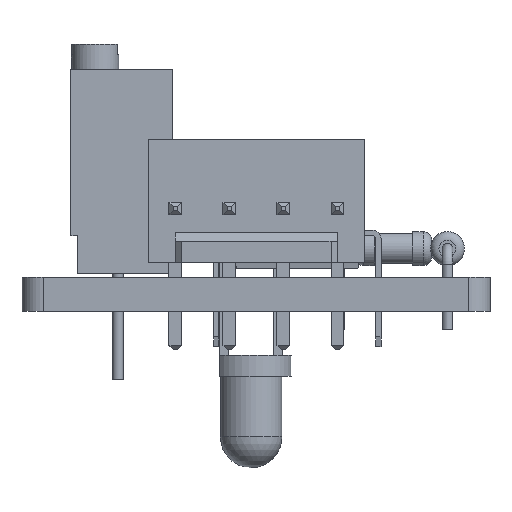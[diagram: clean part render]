
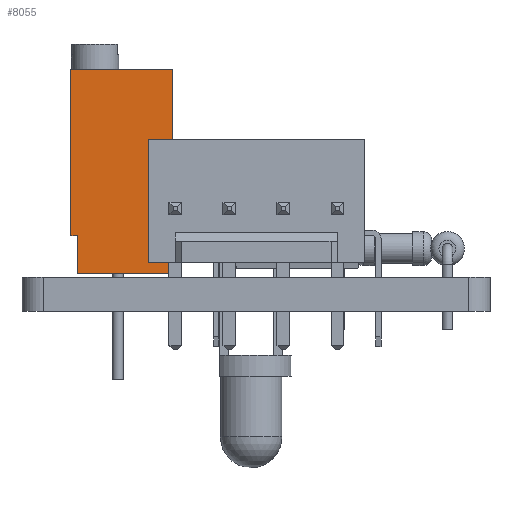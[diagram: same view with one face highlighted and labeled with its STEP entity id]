
A CAD part, left-side view. The second image highlights one B-rep face of the part: STEP entity #8055.
In plain terms, the highlighted planar face has unit normal (-1, 0, 0).
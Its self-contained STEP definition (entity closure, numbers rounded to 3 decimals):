
#100 = PLANE('',#101);
#101 = AXIS2_PLACEMENT_3D('',#102,#103,#104);
#102 = CARTESIAN_POINT('',(0.,0.,0.));
#103 = DIRECTION('',(0.,-1.,0.));
#104 = DIRECTION('',(1.,0.,0.));
#2016 = VERTEX_POINT('',#2017);
#2017 = CARTESIAN_POINT('',(-78.922,0.,-17.09));
#2031 = PLANE('',#2032);
#2032 = AXIS2_PLACEMENT_3D('',#2033,#2034,#2035);
#2033 = CARTESIAN_POINT('',(-78.922,-0.4,-17.09));
#2034 = DIRECTION('',(0.,0.,-1.));
#2035 = DIRECTION('',(0.,1.,0.));
#2043 = EDGE_CURVE('',#2016,#2044,#2046,.T.);
#2044 = VERTEX_POINT('',#2045);
#2045 = CARTESIAN_POINT('',(-78.922,0.,-24.89));
#2046 = SURFACE_CURVE('',#2047,(#2051,#2058),.PCURVE_S1.);
#2047 = LINE('',#2048,#2049);
#2048 = CARTESIAN_POINT('',(-78.922,0.,-17.09));
#2049 = VECTOR('',#2050,1.);
#2050 = DIRECTION('',(0.,0.,-1.));
#2051 = PCURVE('',#100,#2052);
#2052 = DEFINITIONAL_REPRESENTATION('',(#2053),#2057);
#2053 = LINE('',#2054,#2055);
#2054 = CARTESIAN_POINT('',(-78.922,-17.09));
#2055 = VECTOR('',#2056,1.);
#2056 = DIRECTION('',(0.,-1.));
#2057 = ( GEOMETRIC_REPRESENTATION_CONTEXT(2) 
PARAMETRIC_REPRESENTATION_CONTEXT() REPRESENTATION_CONTEXT('2D SPACE',''
  ) );
#2058 = PCURVE('',#2059,#2064);
#2059 = PLANE('',#2060);
#2060 = AXIS2_PLACEMENT_3D('',#2061,#2062,#2063);
#2061 = CARTESIAN_POINT('',(-78.922,-0.4,-17.09));
#2062 = DIRECTION('',(1.,0.,0.));
#2063 = DIRECTION('',(-0.,1.,0.));
#2064 = DEFINITIONAL_REPRESENTATION('',(#2065),#2069);
#2065 = LINE('',#2066,#2067);
#2066 = CARTESIAN_POINT('',(0.4,0.));
#2067 = VECTOR('',#2068,1.);
#2068 = DIRECTION('',(0.,-1.));
#2069 = ( GEOMETRIC_REPRESENTATION_CONTEXT(2) 
PARAMETRIC_REPRESENTATION_CONTEXT() REPRESENTATION_CONTEXT('2D SPACE',''
  ) );
#2087 = PLANE('',#2088);
#2088 = AXIS2_PLACEMENT_3D('',#2089,#2090,#2091);
#2089 = CARTESIAN_POINT('',(-69.222,-0.3,-24.89));
#2090 = DIRECTION('',(0.,0.,1.));
#2091 = DIRECTION('',(0.,-1.,0.));
#7054 = PLANE('',#7055);
#7055 = AXIS2_PLACEMENT_3D('',#7056,#7057,#7058);
#7056 = CARTESIAN_POINT('',(0.,-4.77,0.));
#7057 = DIRECTION('',(0.,-1.,0.));
#7058 = DIRECTION('',(1.,0.,0.));
#8055 = ADVANCED_FACE('',(#8056),#2059,.F.);
#8056 = FACE_BOUND('',#8057,.F.);
#8057 = EDGE_LOOP('',(#8058,#8081,#8104,#8132,#8160,#8181));
#8058 = ORIENTED_EDGE('',*,*,#8059,.F.);
#8059 = EDGE_CURVE('',#8060,#2016,#8062,.T.);
#8060 = VERTEX_POINT('',#8061);
#8061 = CARTESIAN_POINT('',(-78.922,-4.77,-17.09));
#8062 = SURFACE_CURVE('',#8063,(#8067,#8074),.PCURVE_S1.);
#8063 = LINE('',#8064,#8065);
#8064 = CARTESIAN_POINT('',(-78.922,-0.4,-17.09));
#8065 = VECTOR('',#8066,1.);
#8066 = DIRECTION('',(0.,1.,0.));
#8067 = PCURVE('',#2059,#8068);
#8068 = DEFINITIONAL_REPRESENTATION('',(#8069),#8073);
#8069 = LINE('',#8070,#8071);
#8070 = CARTESIAN_POINT('',(0.,0.));
#8071 = VECTOR('',#8072,1.);
#8072 = DIRECTION('',(1.,0.));
#8073 = ( GEOMETRIC_REPRESENTATION_CONTEXT(2) 
PARAMETRIC_REPRESENTATION_CONTEXT() REPRESENTATION_CONTEXT('2D SPACE',''
  ) );
#8074 = PCURVE('',#2031,#8075);
#8075 = DEFINITIONAL_REPRESENTATION('',(#8076),#8080);
#8076 = LINE('',#8077,#8078);
#8077 = CARTESIAN_POINT('',(0.,0.));
#8078 = VECTOR('',#8079,1.);
#8079 = DIRECTION('',(1.,0.));
#8080 = ( GEOMETRIC_REPRESENTATION_CONTEXT(2) 
PARAMETRIC_REPRESENTATION_CONTEXT() REPRESENTATION_CONTEXT('2D SPACE',''
  ) );
#8081 = ORIENTED_EDGE('',*,*,#8082,.T.);
#8082 = EDGE_CURVE('',#8060,#8083,#8085,.T.);
#8083 = VERTEX_POINT('',#8084);
#8084 = CARTESIAN_POINT('',(-78.922,-4.77,-26.69));
#8085 = SURFACE_CURVE('',#8086,(#8090,#8097),.PCURVE_S1.);
#8086 = LINE('',#8087,#8088);
#8087 = CARTESIAN_POINT('',(-78.922,-4.77,-17.09));
#8088 = VECTOR('',#8089,1.);
#8089 = DIRECTION('',(0.,0.,-1.));
#8090 = PCURVE('',#2059,#8091);
#8091 = DEFINITIONAL_REPRESENTATION('',(#8092),#8096);
#8092 = LINE('',#8093,#8094);
#8093 = CARTESIAN_POINT('',(-4.37,0.));
#8094 = VECTOR('',#8095,1.);
#8095 = DIRECTION('',(0.,-1.));
#8096 = ( GEOMETRIC_REPRESENTATION_CONTEXT(2) 
PARAMETRIC_REPRESENTATION_CONTEXT() REPRESENTATION_CONTEXT('2D SPACE',''
  ) );
#8097 = PCURVE('',#7054,#8098);
#8098 = DEFINITIONAL_REPRESENTATION('',(#8099),#8103);
#8099 = LINE('',#8100,#8101);
#8100 = CARTESIAN_POINT('',(-78.922,-17.09));
#8101 = VECTOR('',#8102,1.);
#8102 = DIRECTION('',(0.,-1.));
#8103 = ( GEOMETRIC_REPRESENTATION_CONTEXT(2) 
PARAMETRIC_REPRESENTATION_CONTEXT() REPRESENTATION_CONTEXT('2D SPACE',''
  ) );
#8104 = ORIENTED_EDGE('',*,*,#8105,.T.);
#8105 = EDGE_CURVE('',#8083,#8106,#8108,.T.);
#8106 = VERTEX_POINT('',#8107);
#8107 = CARTESIAN_POINT('',(-78.922,-0.3,-26.69));
#8108 = SURFACE_CURVE('',#8109,(#8113,#8120),.PCURVE_S1.);
#8109 = LINE('',#8110,#8111);
#8110 = CARTESIAN_POINT('',(-78.922,-0.4,-26.69));
#8111 = VECTOR('',#8112,1.);
#8112 = DIRECTION('',(0.,1.,0.));
#8113 = PCURVE('',#2059,#8114);
#8114 = DEFINITIONAL_REPRESENTATION('',(#8115),#8119);
#8115 = LINE('',#8116,#8117);
#8116 = CARTESIAN_POINT('',(0.,-9.6));
#8117 = VECTOR('',#8118,1.);
#8118 = DIRECTION('',(1.,0.));
#8119 = ( GEOMETRIC_REPRESENTATION_CONTEXT(2) 
PARAMETRIC_REPRESENTATION_CONTEXT() REPRESENTATION_CONTEXT('2D SPACE',''
  ) );
#8120 = PCURVE('',#8121,#8126);
#8121 = PLANE('',#8122);
#8122 = AXIS2_PLACEMENT_3D('',#8123,#8124,#8125);
#8123 = CARTESIAN_POINT('',(-78.922,-0.4,-26.69));
#8124 = DIRECTION('',(0.,0.,1.));
#8125 = DIRECTION('',(0.,-1.,0.));
#8126 = DEFINITIONAL_REPRESENTATION('',(#8127),#8131);
#8127 = LINE('',#8128,#8129);
#8128 = CARTESIAN_POINT('',(0.,0.));
#8129 = VECTOR('',#8130,1.);
#8130 = DIRECTION('',(-1.,0.));
#8131 = ( GEOMETRIC_REPRESENTATION_CONTEXT(2) 
PARAMETRIC_REPRESENTATION_CONTEXT() REPRESENTATION_CONTEXT('2D SPACE',''
  ) );
#8132 = ORIENTED_EDGE('',*,*,#8133,.T.);
#8133 = EDGE_CURVE('',#8106,#8134,#8136,.T.);
#8134 = VERTEX_POINT('',#8135);
#8135 = CARTESIAN_POINT('',(-78.922,-0.3,-24.89));
#8136 = SURFACE_CURVE('',#8137,(#8141,#8148),.PCURVE_S1.);
#8137 = LINE('',#8138,#8139);
#8138 = CARTESIAN_POINT('',(-78.922,-0.3,-26.69));
#8139 = VECTOR('',#8140,1.);
#8140 = DIRECTION('',(0.,0.,1.));
#8141 = PCURVE('',#2059,#8142);
#8142 = DEFINITIONAL_REPRESENTATION('',(#8143),#8147);
#8143 = LINE('',#8144,#8145);
#8144 = CARTESIAN_POINT('',(0.1,-9.6));
#8145 = VECTOR('',#8146,1.);
#8146 = DIRECTION('',(0.,1.));
#8147 = ( GEOMETRIC_REPRESENTATION_CONTEXT(2) 
PARAMETRIC_REPRESENTATION_CONTEXT() REPRESENTATION_CONTEXT('2D SPACE',''
  ) );
#8148 = PCURVE('',#8149,#8154);
#8149 = PLANE('',#8150);
#8150 = AXIS2_PLACEMENT_3D('',#8151,#8152,#8153);
#8151 = CARTESIAN_POINT('',(0.,-0.3,0.));
#8152 = DIRECTION('',(0.,-1.,0.));
#8153 = DIRECTION('',(1.,0.,0.));
#8154 = DEFINITIONAL_REPRESENTATION('',(#8155),#8159);
#8155 = LINE('',#8156,#8157);
#8156 = CARTESIAN_POINT('',(-78.922,-26.69));
#8157 = VECTOR('',#8158,1.);
#8158 = DIRECTION('',(0.,1.));
#8159 = ( GEOMETRIC_REPRESENTATION_CONTEXT(2) 
PARAMETRIC_REPRESENTATION_CONTEXT() REPRESENTATION_CONTEXT('2D SPACE',''
  ) );
#8160 = ORIENTED_EDGE('',*,*,#8161,.T.);
#8161 = EDGE_CURVE('',#8134,#2044,#8162,.T.);
#8162 = SURFACE_CURVE('',#8163,(#8167,#8174),.PCURVE_S1.);
#8163 = LINE('',#8164,#8165);
#8164 = CARTESIAN_POINT('',(-78.922,-0.3,-24.89));
#8165 = VECTOR('',#8166,1.);
#8166 = DIRECTION('',(0.,1.,0.));
#8167 = PCURVE('',#2059,#8168);
#8168 = DEFINITIONAL_REPRESENTATION('',(#8169),#8173);
#8169 = LINE('',#8170,#8171);
#8170 = CARTESIAN_POINT('',(0.1,-7.8));
#8171 = VECTOR('',#8172,1.);
#8172 = DIRECTION('',(1.,0.));
#8173 = ( GEOMETRIC_REPRESENTATION_CONTEXT(2) 
PARAMETRIC_REPRESENTATION_CONTEXT() REPRESENTATION_CONTEXT('2D SPACE',''
  ) );
#8174 = PCURVE('',#2087,#8175);
#8175 = DEFINITIONAL_REPRESENTATION('',(#8176),#8180);
#8176 = LINE('',#8177,#8178);
#8177 = CARTESIAN_POINT('',(0.,-9.7));
#8178 = VECTOR('',#8179,1.);
#8179 = DIRECTION('',(-1.,0.));
#8180 = ( GEOMETRIC_REPRESENTATION_CONTEXT(2) 
PARAMETRIC_REPRESENTATION_CONTEXT() REPRESENTATION_CONTEXT('2D SPACE',''
  ) );
#8181 = ORIENTED_EDGE('',*,*,#2043,.F.);
